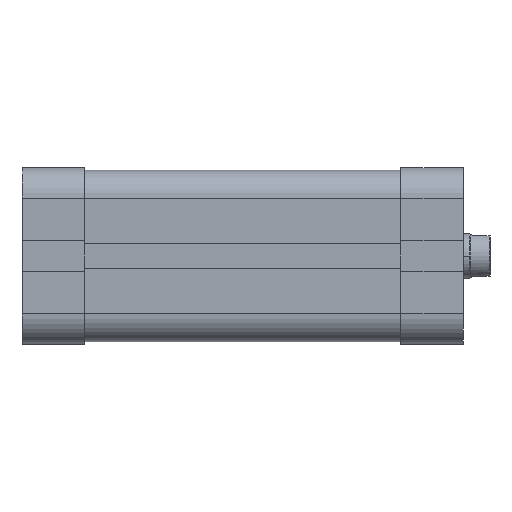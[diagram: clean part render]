
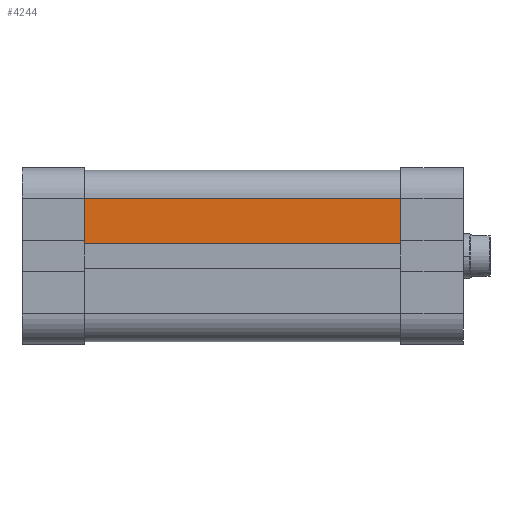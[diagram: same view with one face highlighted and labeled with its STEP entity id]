
A CAD part, front view. The second image highlights one B-rep face of the part: STEP entity #4244.
In plain terms, the highlighted face is planar.
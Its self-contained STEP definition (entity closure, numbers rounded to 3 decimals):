
#15 = ORIENTED_EDGE ( 'NONE', *, *, #3457, .T. ) ;
#20 = ORIENTED_EDGE ( 'NONE', *, *, #3497, .F. ) ;
#24 = ORIENTED_EDGE ( 'NONE', *, *, #3459, .F. ) ;
#38 = ORIENTED_EDGE ( 'NONE', *, *, #3458, .T. ) ;
#1221 = LINE ( 'NONE', #4630, #1238 ) ;
#1235 = LINE ( 'NONE', #4615, #1237 ) ;
#1237 = VECTOR ( 'NONE', #4631, 1000. ) ;
#1238 = VECTOR ( 'NONE', #4633, 1000. ) ;
#1239 = LINE ( 'NONE', #4634, #1240 ) ;
#1240 = VECTOR ( 'NONE', #4635, 1000. ) ;
#1597 = EDGE_LOOP ( 'NONE', ( #38, #24, #20, #15 ) ) ;
#2051 = VERTEX_POINT ( 'NONE', #2460 ) ;
#2052 = VERTEX_POINT ( 'NONE', #2461 ) ;
#2053 = VERTEX_POINT ( 'NONE', #2462 ) ;
#2054 = VERTEX_POINT ( 'NONE', #2463 ) ;
#2460 = CARTESIAN_POINT ( 'NONE',  ( 38.5, 16.55, -71. ) ) ;
#2461 = CARTESIAN_POINT ( 'NONE',  ( 38.5, 16.55, 0. ) ) ;
#2462 = CARTESIAN_POINT ( 'NONE',  ( 38.5, 6.25, 0. ) ) ;
#2463 = CARTESIAN_POINT ( 'NONE',  ( 38.5, 6.25, -71. ) ) ;
#3457 = EDGE_CURVE ( 'NONE', #2054, #2051, #1235, .T. ) ;
#3458 = EDGE_CURVE ( 'NONE', #2051, #2052, #1221, .T. ) ;
#3459 = EDGE_CURVE ( 'NONE', #2053, #2052, #1239, .T. ) ;
#3497 = EDGE_CURVE ( 'NONE', #2054, #2053, #5684, .T. ) ;
#3999 = AXIS2_PLACEMENT_3D ( 'NONE', #5460, #5469, #5470 ) ;
#4244 = ADVANCED_FACE ( 'NONE', ( #6175 ), #5447, .T. ) ;
#4615 = CARTESIAN_POINT ( 'NONE',  ( 38.5, 32.25, -71. ) ) ;
#4630 = CARTESIAN_POINT ( 'NONE',  ( 38.5, 16.55, -71. ) ) ;
#4631 = DIRECTION ( 'NONE',  ( 0., 1., 0. ) ) ;
#4633 = DIRECTION ( 'NONE',  ( 0., 0., 1. ) ) ;
#4634 = CARTESIAN_POINT ( 'NONE',  ( 38.5, 32.25, 0. ) ) ;
#4635 = DIRECTION ( 'NONE',  ( 0., 1., 0. ) ) ;
#4721 = CARTESIAN_POINT ( 'NONE',  ( 38.5, 6.25, -71. ) ) ;
#4727 = DIRECTION ( 'NONE',  ( 0., 0., 1. ) ) ;
#5447 = PLANE ( 'NONE',  #3999 ) ;
#5460 = CARTESIAN_POINT ( 'NONE',  ( 38.5, 32.25, -71. ) ) ;
#5469 = DIRECTION ( 'NONE',  ( 1., 0., 0. ) ) ;
#5470 = DIRECTION ( 'NONE',  ( 0., 0., -1. ) ) ;
#5681 = VECTOR ( 'NONE', #4727, 1000. ) ;
#5684 = LINE ( 'NONE', #4721, #5681 ) ;
#6175 = FACE_OUTER_BOUND ( 'NONE', #1597, .T. ) ;
